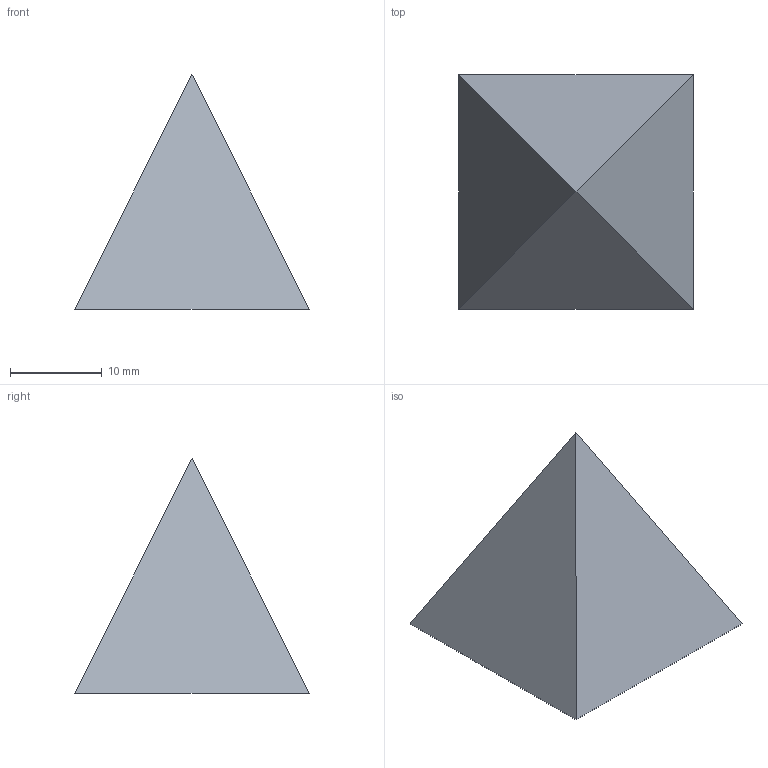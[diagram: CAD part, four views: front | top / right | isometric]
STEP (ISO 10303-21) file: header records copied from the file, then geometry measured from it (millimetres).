
FILE_DESCRIPTION(/* description */ (''),/* implementation_level */ '2;1');
FILE_NAME(/* name */ 'Pyramid.step',/* time_stamp */ '2024-10-22T11:00:09+02:00',/* author */ (''),/* organization */ (''),/* preprocessor_version */ 'ST-DEVELOPER v20',/* originating_system */ 'Autodesk Translation Framework v13.20.0.188',/* authorisation */ '');
FILE_SCHEMA (('AUTOMOTIVE_DESIGN { 1 0 10303 214 3 1 1 }'));
Length unit declared in the file: millimetre
Products named in the file (1): (Nicht gespeichert)
Bounding box: 25.6 x 25.6 x 25.6 mm (x, y, z)
Volume: 5592.4 mm3; surface area: 2120.8 mm2
Topology: 1 solids, 1 shells, 5 faces, 8 edges, 5 vertices
Faces by surface type: plane 5
Entity records: 147 total; most frequent: DIRECTION 20, CARTESIAN_POINT 19, ORIENTED_EDGE 16, LINE 8, VECTOR 8, EDGE_CURVE 8, AXIS2_PLACEMENT_3D 6, FACE_OUTER_BOUND 5
